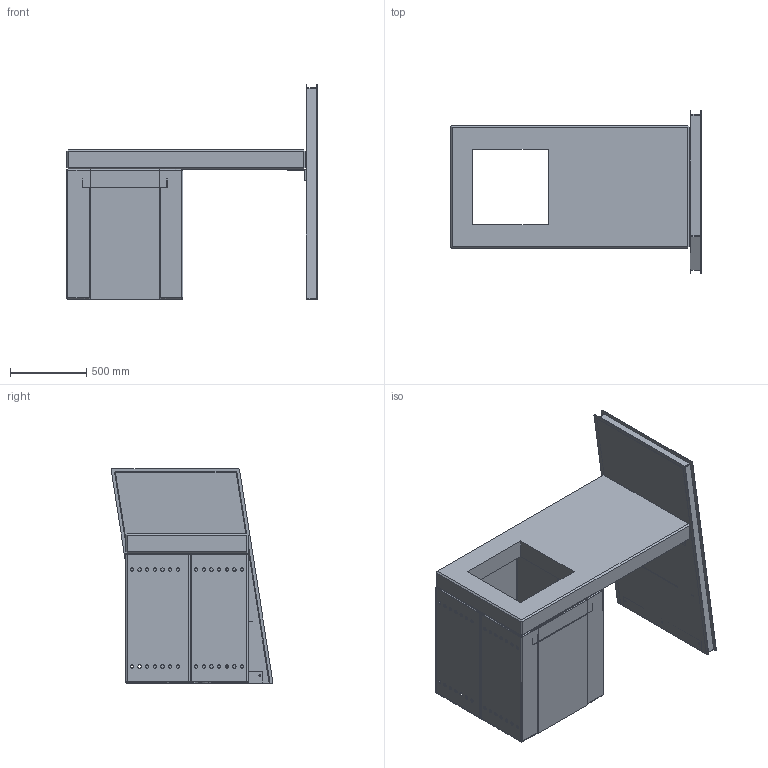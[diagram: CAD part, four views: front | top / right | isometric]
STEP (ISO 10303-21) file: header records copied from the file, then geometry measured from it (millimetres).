
FILE_DESCRIPTION(/* description */ (''),/* implementation_level */ '2;1');
FILE_NAME(/* name */ 'PRK08-A_UAP_PARKLAND_BBQ_3D',/* time_stamp */ '2018-01-24T17:34:46-05:00',/* author */ (''),/* organization */ (''),/* preprocessor_version */ 'ST-DEVELOPER v15',/* originating_system */ '',/* authorisation */ '');
FILE_SCHEMA (('AUTOMOTIVE_DESIGN'));
Length unit declared in the file: millimetre
Products named in the file (1): Document
Bounding box: 1638 x 1058.18 x 1400 mm (x, y, z)
Volume: 139222115.1 mm3; surface area: 16219477.3 mm2
Topology: 22 solids, 68 shells, 758 faces, 1983 edges, 1288 vertices
Faces by surface type: bspline 415, plane 343
Entity records: 25217 total; most frequent: CARTESIAN_POINT 12789, ORIENTED_EDGE 3670, EDGE_CURVE 1963, VERTEX_POINT 1288, EDGE_LOOP 1010, B_SPLINE_CURVE_WITH_KNOTS 896, ADVANCED_FACE 758, FACE_OUTER_BOUND 758
